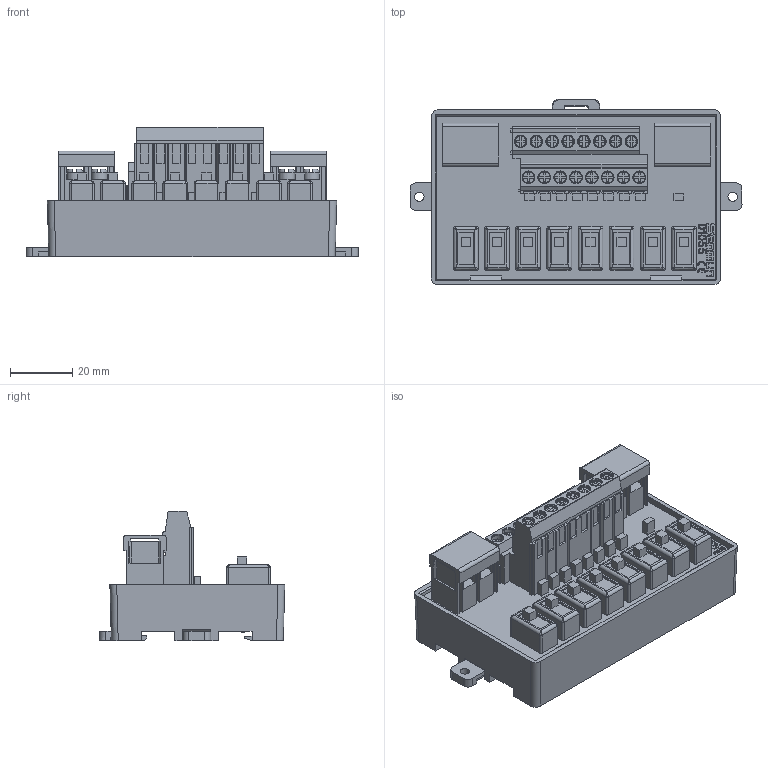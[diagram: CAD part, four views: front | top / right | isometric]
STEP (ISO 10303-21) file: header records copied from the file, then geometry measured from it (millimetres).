
FILE_DESCRIPTION(/* description */ (''),/* implementation_level */ '2;1');
FILE_NAME(/* name */ 'D1055-E.stp',/* time_stamp */ '2024-08-09T17:29:44+08:00',/* author */ (''),/* organization */ (''),/* preprocessor_version */ 'ST-DEVELOPER v14',/* originating_system */ 'SIEMENS PLM Software NX 8.0',/* authorisation */ '');
FILE_SCHEMA (('AUTOMOTIVE_DESIGN { 1 0 10303 214 3 1 1 1 }'));
Length unit declared in the file: millimetre
Products named in the file (1): D1055-E 3D_stp
Bounding box: 106.5 x 59.51 x 41.5 mm (x, y, z)
Volume: 102961.1 mm3; surface area: 33335.5 mm2
Topology: 3 solids, 11 shells, 1558 faces, 4091 edges, 2622 vertices
Faces by surface type: plane 1226, cylinder 188, torus 58, cone 38, bspline 34, extrusion 14
Full cylindrical faces by diameter (mm): 3 x2, 4.1 x10, 4.13 x10, 5.3 x4
Entity records: 50218 total; most frequent: CARTESIAN_POINT 11496, ORIENTED_EDGE 7988, DIRECTION 7134, EDGE_CURVE 3994, VECTOR 3280, LINE 3266, VERTEX_POINT 2599, AXIS2_PLACEMENT_3D 1927
